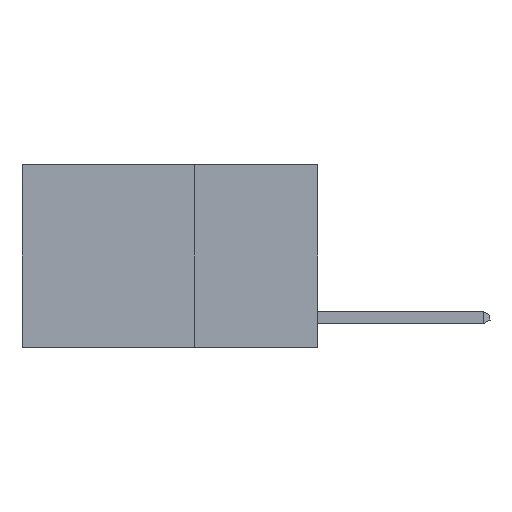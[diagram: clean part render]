
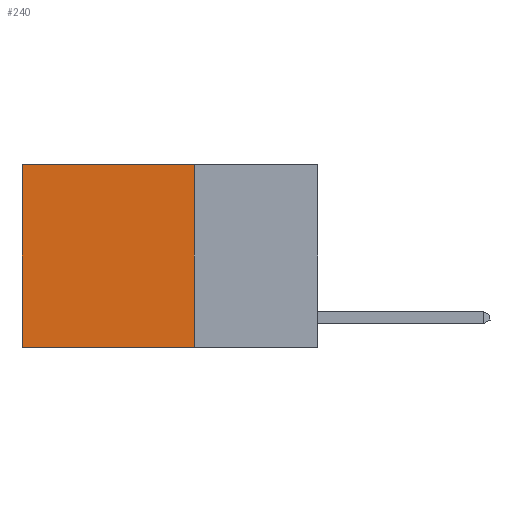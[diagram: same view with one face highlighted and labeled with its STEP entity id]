
A CAD part, left-side view. The second image highlights one B-rep face of the part: STEP entity #240.
In plain terms, the highlighted planar face has unit normal (-1, 0, 0).
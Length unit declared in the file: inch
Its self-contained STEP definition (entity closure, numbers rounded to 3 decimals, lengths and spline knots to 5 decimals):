
#6 = VERTEX_POINT ( 'NONE', #3944 ) ;
#133 = VERTEX_POINT ( 'NONE', #8820 ) ;
#240 = ADVANCED_FACE ( 'NONE', ( #5059 ), #2084, .F. ) ;
#269 = AXIS2_PLACEMENT_3D ( 'NONE', #9531, #1786, #8026 ) ;
#582 = CARTESIAN_POINT ( 'NONE',  ( 0.2625, 0.25, 0. ) ) ;
#691 = VECTOR ( 'NONE', #1737, 39.37008 ) ;
#697 = EDGE_CURVE ( 'NONE', #6, #7662, #956, .T. ) ;
#823 = VERTEX_POINT ( 'NONE', #915 ) ;
#915 = CARTESIAN_POINT ( 'NONE',  ( 0.2625, 0.25, -0.37 ) ) ;
#956 = LINE ( 'NONE', #5477, #691 ) ;
#1089 = VECTOR ( 'NONE', #3651, 39.37008 ) ;
#1395 = ORIENTED_EDGE ( 'NONE', *, *, #6009, .T. ) ;
#1724 = LINE ( 'NONE', #582, #9676 ) ;
#1737 = DIRECTION ( 'NONE',  ( 0., 0., -1. ) ) ;
#1786 = DIRECTION ( 'NONE',  ( 1., 0., 0. ) ) ;
#2014 = CARTESIAN_POINT ( 'NONE',  ( 0.2625, 0.25, -0.37 ) ) ;
#2084 = PLANE ( 'NONE',  #269 ) ;
#2173 = DIRECTION ( 'NONE',  ( 0., 0., -1. ) ) ;
#2415 = EDGE_LOOP ( 'NONE', ( #9414, #6836, #9001, #1395 ) ) ;
#3223 = LINE ( 'NONE', #2014, #1089 ) ;
#3651 = DIRECTION ( 'NONE',  ( 0., 1., 0. ) ) ;
#3944 = CARTESIAN_POINT ( 'NONE',  ( 0.2625, 0.6, 0. ) ) ;
#5059 = FACE_OUTER_BOUND ( 'NONE', #2415, .T. ) ;
#5235 = DIRECTION ( 'NONE',  ( 0., 1., 0. ) ) ;
#5477 = CARTESIAN_POINT ( 'NONE',  ( 0.2625, 0.6, 0. ) ) ;
#6009 = EDGE_CURVE ( 'NONE', #133, #6, #9910, .T. ) ;
#6085 = CARTESIAN_POINT ( 'NONE',  ( 0.2625, 0.6, -0.37 ) ) ;
#6159 = VECTOR ( 'NONE', #5235, 39.37008 ) ;
#6836 = ORIENTED_EDGE ( 'NONE', *, *, #6877, .F. ) ;
#6877 = EDGE_CURVE ( 'NONE', #823, #7662, #3223, .T. ) ;
#7662 = VERTEX_POINT ( 'NONE', #6085 ) ;
#8026 = DIRECTION ( 'NONE',  ( 0., 0., -1. ) ) ;
#8820 = CARTESIAN_POINT ( 'NONE',  ( 0.2625, 0.25, 0. ) ) ;
#9001 = ORIENTED_EDGE ( 'NONE', *, *, #9941, .F. ) ;
#9414 = ORIENTED_EDGE ( 'NONE', *, *, #697, .T. ) ;
#9531 = CARTESIAN_POINT ( 'NONE',  ( 0.2625, 0.25, 0. ) ) ;
#9676 = VECTOR ( 'NONE', #2173, 39.37008 ) ;
#9733 = CARTESIAN_POINT ( 'NONE',  ( 0.2625, 0.25, 0. ) ) ;
#9910 = LINE ( 'NONE', #9733, #6159 ) ;
#9941 = EDGE_CURVE ( 'NONE', #133, #823, #1724, .T. ) ;
